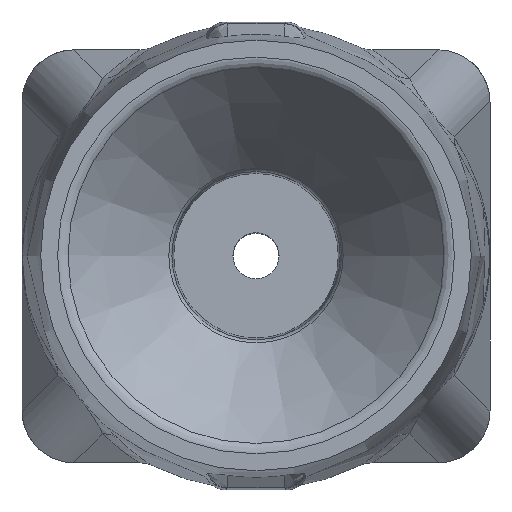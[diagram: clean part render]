
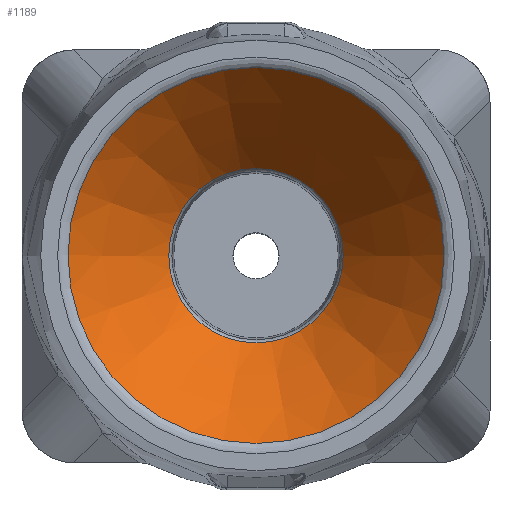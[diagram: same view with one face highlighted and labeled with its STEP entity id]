
A CAD part, top view. The second image highlights one B-rep face of the part: STEP entity #1189.
In plain terms, the highlighted conical face has half-angle 39.09 degrees and reference radius 1.307 mm.
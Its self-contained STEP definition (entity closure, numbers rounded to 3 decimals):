
#37=CONICAL_SURFACE('',#1320,1.307,0.682);
#193=LINE('',#2001,#250);
#250=VECTOR('',#1570,1.307);
#321=FACE_OUTER_BOUND('',#399,.T.);
#399=EDGE_LOOP('',(#927,#928,#929,#930));
#452=CIRCLE('',#1319,0.824);
#453=CIRCLE('',#1321,1.777);
#533=VERTEX_POINT('',#1996);
#534=VERTEX_POINT('',#2000);
#677=EDGE_CURVE('',#533,#533,#452,.T.);
#678=EDGE_CURVE('',#533,#534,#193,.T.);
#679=EDGE_CURVE('',#534,#534,#453,.T.);
#927=ORIENTED_EDGE('',*,*,#677,.F.);
#928=ORIENTED_EDGE('',*,*,#678,.T.);
#929=ORIENTED_EDGE('',*,*,#679,.F.);
#930=ORIENTED_EDGE('',*,*,#678,.F.);
#1189=ADVANCED_FACE('',(#321),#37,.F.);
#1319=AXIS2_PLACEMENT_3D('',#1998,#1566,#1567);
#1320=AXIS2_PLACEMENT_3D('',#1999,#1568,#1569);
#1321=AXIS2_PLACEMENT_3D('',#2002,#1571,#1572);
#1566=DIRECTION('center_axis',(0.,0.,
1.));
#1567=DIRECTION('ref_axis',(-1.,0.,0.));
#1568=DIRECTION('center_axis',(0.,0.,1.));
#1569=DIRECTION('ref_axis',(1.,0.,0.));
#1570=DIRECTION('',(-0.631,0.,0.776));
#1571=DIRECTION('center_axis',(0.,0.,
-1.));
#1572=DIRECTION('ref_axis',(-1.,0.,0.));
#1996=CARTESIAN_POINT('',(-0.824,0.,3.78));
#1998=CARTESIAN_POINT('Origin',(0.,0.,
3.78));
#1999=CARTESIAN_POINT('Origin',(0.,0.,4.375));
#2000=CARTESIAN_POINT('',(-1.777,0.,4.953));
#2001=CARTESIAN_POINT('',(-1.307,0.,4.375));
#2002=CARTESIAN_POINT('Origin',(0.,0.,
4.953));
